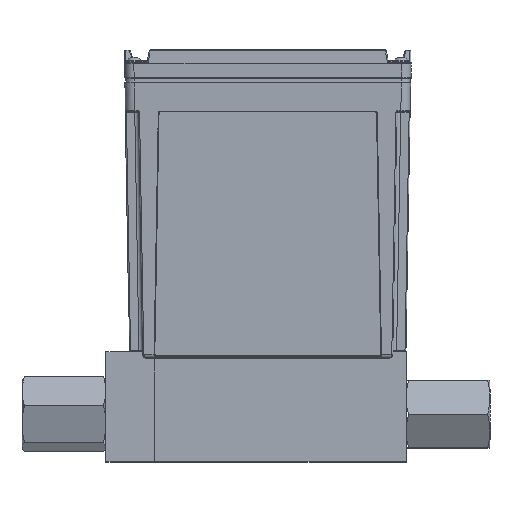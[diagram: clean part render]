
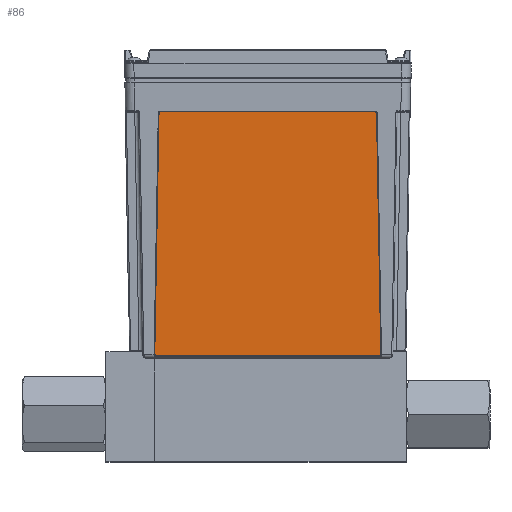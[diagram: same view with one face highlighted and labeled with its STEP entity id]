
A CAD part, top view. The second image highlights one B-rep face of the part: STEP entity #86.
In plain terms, the highlighted planar face has unit normal (0, -0.018, 1).
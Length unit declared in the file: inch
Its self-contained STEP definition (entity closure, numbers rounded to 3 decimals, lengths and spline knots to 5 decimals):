
#86 = ADVANCED_FACE ( 'NONE', ( #10627 ), #10685, .T. ) ;
#1553 = ORIENTED_EDGE ( 'NONE', *, *, #33702, .T. ) ;
#1554 = ORIENTED_EDGE ( 'NONE', *, *, #33664, .T. ) ;
#1555 = ORIENTED_EDGE ( 'NONE', *, *, #33705, .T. ) ;
#1556 = ORIENTED_EDGE ( 'NONE', *, *, #33659, .T. ) ;
#1557 = ORIENTED_EDGE ( 'NONE', *, *, #33708, .T. ) ;
#1579 = ORIENTED_EDGE ( 'NONE', *, *, #33677, .T. ) ;
#1584 = ORIENTED_EDGE ( 'NONE', *, *, #33699, .T. ) ;
#1612 = ORIENTED_EDGE ( 'NONE', *, *, #33693, .T. ) ;
#2066 = VERTEX_POINT ( 'NONE', #48446 ) ;
#2067 = VERTEX_POINT ( 'NONE', #48450 ) ;
#2069 = VERTEX_POINT ( 'NONE', #48454 ) ;
#2070 = VERTEX_POINT ( 'NONE', #48457 ) ;
#2074 = VERTEX_POINT ( 'NONE', #48467 ) ;
#2075 = VERTEX_POINT ( 'NONE', #48471 ) ;
#2081 = VERTEX_POINT ( 'NONE', #48486 ) ;
#2082 = VERTEX_POINT ( 'NONE', #48489 ) ;
#2609 = VECTOR ( 'NONE', #46521, 39.37008 ) ;
#2669 = VECTOR ( 'NONE', #53514, 39.37008 ) ;
#10627 = FACE_OUTER_BOUND ( 'NONE', #43839, .T. ) ;
#10685 = PLANE ( 'NONE',  #34442 ) ;
#10688 = CARTESIAN_POINT ( 'NONE',  ( -0.9865, 4.63895, 1.02987 ) ) ;
#10690 = DIRECTION ( 'NONE',  ( 0., -0.017, 1. ) ) ;
#10692 = DIRECTION ( 'NONE',  ( 1., 0., 0. ) ) ;
#27173 = VECTOR ( 'NONE', #34275, 39.37008 ) ;
#27178 = CIRCLE ( 'NONE', #27179, 0.02 ) ;
#27179 = AXIS2_PLACEMENT_3D ( 'NONE', #34262, #34261, #34259 ) ;
#27181 = CIRCLE ( 'NONE', #27182, 0.02 ) ;
#27182 = AXIS2_PLACEMENT_3D ( 'NONE', #34251, #34250, #34248 ) ;
#27183 = CIRCLE ( 'NONE', #27184, 0.02 ) ;
#27184 = AXIS2_PLACEMENT_3D ( 'NONE', #34237, #34236, #34235 ) ;
#27185 = CIRCLE ( 'NONE', #27186, 0.02 ) ;
#27186 = AXIS2_PLACEMENT_3D ( 'NONE', #34227, #34226, #34225 ) ;
#33659 = EDGE_CURVE ( 'NONE', #2067, #2066, #53564, .T. ) ;
#33664 = EDGE_CURVE ( 'NONE', #2069, #2070, #53520, .T. ) ;
#33677 = EDGE_CURVE ( 'NONE', #2074, #2075, #53461, .T. ) ;
#33693 = EDGE_CURVE ( 'NONE', #2082, #2081, #34277, .T. ) ;
#33699 = EDGE_CURVE ( 'NONE', #2081, #2074, #27178, .T. ) ;
#33702 = EDGE_CURVE ( 'NONE', #2075, #2069, #27181, .T. ) ;
#33705 = EDGE_CURVE ( 'NONE', #2070, #2067, #27183, .T. ) ;
#33708 = EDGE_CURVE ( 'NONE', #2066, #2082, #27185, .T. ) ;
#34225 = DIRECTION ( 'NONE',  ( 1., 0., 0. ) ) ;
#34226 = DIRECTION ( 'NONE',  ( 0., -0.017, 1. ) ) ;
#34227 = CARTESIAN_POINT ( 'NONE',  ( -2.74315, 0.82953, 0.96338 ) ) ;
#34235 = DIRECTION ( 'NONE',  ( 1., 0., 0. ) ) ;
#34236 = DIRECTION ( 'NONE',  ( 0., -0.017, 1. ) ) ;
#34237 = CARTESIAN_POINT ( 'NONE',  ( -2.67685, 4.61895, 1.02953 ) ) ;
#34248 = DIRECTION ( 'NONE',  ( 1., 0., 0. ) ) ;
#34250 = DIRECTION ( 'NONE',  ( 0., -0.017, 1. ) ) ;
#34251 = CARTESIAN_POINT ( 'NONE',  ( 0.70385, 4.61895, 1.02953 ) ) ;
#34259 = DIRECTION ( 'NONE',  ( 1., 0., 0. ) ) ;
#34261 = DIRECTION ( 'NONE',  ( 0., -0.017, 1. ) ) ;
#34262 = CARTESIAN_POINT ( 'NONE',  ( 0.77015, 0.82953, 0.96338 ) ) ;
#34275 = DIRECTION ( 'NONE',  ( 1., 0., 0. ) ) ;
#34276 = CARTESIAN_POINT ( 'NONE',  ( -2.7635, 0.80953, 0.96303 ) ) ;
#34277 = LINE ( 'NONE', #34276, #27173 ) ;
#34442 = AXIS2_PLACEMENT_3D ( 'NONE', #10688, #10690, #10692 ) ;
#35137 = VECTOR ( 'NONE', #53551, 39.37008 ) ;
#43839 = EDGE_LOOP ( 'NONE', ( #1612, #1584, #1579, #1553, #1554, #1555, #1556, #1557 ) ) ;
#46521 = DIRECTION ( 'NONE',  ( -0.017, 1., 0.017 ) ) ;
#48446 = CARTESIAN_POINT ( 'NONE',  ( -2.76314, 0.82988, 0.96339 ) ) ;
#48450 = CARTESIAN_POINT ( 'NONE',  ( -2.69684, 4.6193, 1.02953 ) ) ;
#48454 = CARTESIAN_POINT ( 'NONE',  ( 0.70385, 4.63895, 1.02987 ) ) ;
#48457 = CARTESIAN_POINT ( 'NONE',  ( -2.67685, 4.63895, 1.02987 ) ) ;
#48467 = CARTESIAN_POINT ( 'NONE',  ( 0.79014, 0.82988, 0.96339 ) ) ;
#48471 = CARTESIAN_POINT ( 'NONE',  ( 0.72384, 4.6193, 1.02953 ) ) ;
#48486 = CARTESIAN_POINT ( 'NONE',  ( 0.77015, 0.80953, 0.96303 ) ) ;
#48489 = CARTESIAN_POINT ( 'NONE',  ( -2.74315, 0.80953, 0.96303 ) ) ;
#53460 = CARTESIAN_POINT ( 'NONE',  ( 0.7905, 0.80953, 0.96303 ) ) ;
#53461 = LINE ( 'NONE', #53460, #2609 ) ;
#53514 = DIRECTION ( 'NONE',  ( -1., 0., 0. ) ) ;
#53515 = CARTESIAN_POINT ( 'NONE',  ( 0.7235, 4.63895, 1.02987 ) ) ;
#53520 = LINE ( 'NONE', #53515, #2669 ) ;
#53551 = DIRECTION ( 'NONE',  ( -0.017, -1., -0.017 ) ) ;
#53563 = CARTESIAN_POINT ( 'NONE',  ( -2.6965, 4.63895, 1.02987 ) ) ;
#53564 = LINE ( 'NONE', #53563, #35137 ) ;
